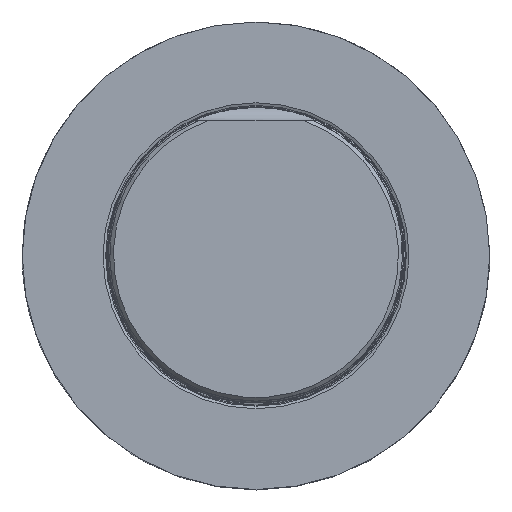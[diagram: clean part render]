
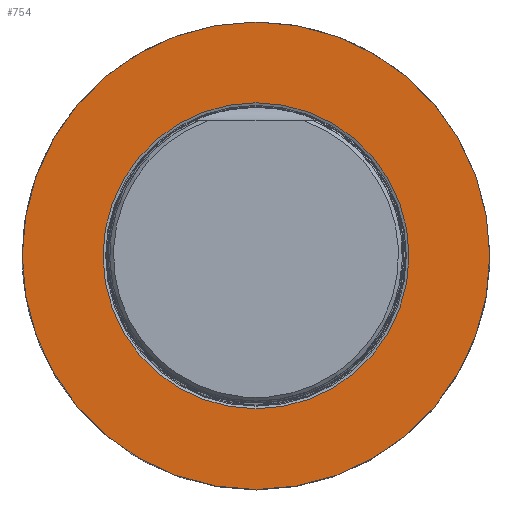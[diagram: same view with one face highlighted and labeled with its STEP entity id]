
A CAD part, top view. The second image highlights one B-rep face of the part: STEP entity #754.
In plain terms, the highlighted face is planar.
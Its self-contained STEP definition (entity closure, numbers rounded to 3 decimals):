
#219=FACE_BOUND('',#1761,.T.);
#220=FACE_BOUND('',#1762,.T.);
#754=ADVANCED_FACE('TB_IB_SU_5',(#219,#220),#1170,.T.);
#1170=PLANE('',#7516);
#1761=EDGE_LOOP('',(#3671));
#1762=EDGE_LOOP('',(#3672));
#3671=ORIENTED_EDGE('',*,*,#6338,.T.);
#3672=ORIENTED_EDGE('',*,*,#6347,.T.);
#5640=VERTEX_POINT('',#15399);
#5647=VERTEX_POINT('',#15482);
#6338=EDGE_CURVE('',#5640,#5640,#7245,.T.);
#6347=EDGE_CURVE('',#5647,#5647,#7246,.T.);
#7245=CIRCLE('',#7511,40.);
#7246=CIRCLE('',#7515,26.175);
#7511=AXIS2_PLACEMENT_3D('',#15398,#8346,#8347);
#7515=AXIS2_PLACEMENT_3D('',#15481,#8354,#8355);
#7516=AXIS2_PLACEMENT_3D('',#15483,#8356,#8357);
#8346=DIRECTION('',(0.,1.,0.));
#8347=DIRECTION('',(0.,0.,1.));
#8354=DIRECTION('',(0.,-1.,0.));
#8355=DIRECTION('',(0.,0.,1.));
#8356=DIRECTION('',(0.,1.,0.));
#8357=DIRECTION('',(0.,0.,1.));
#15398=CARTESIAN_POINT('',(0.,0.,0.));
#15399=CARTESIAN_POINT('',(0.,0.,40.));
#15481=CARTESIAN_POINT('',(0.,0.,0.));
#15482=CARTESIAN_POINT('',(0.,0.,26.175));
#15483=CARTESIAN_POINT('',(0.,0.,0.));
